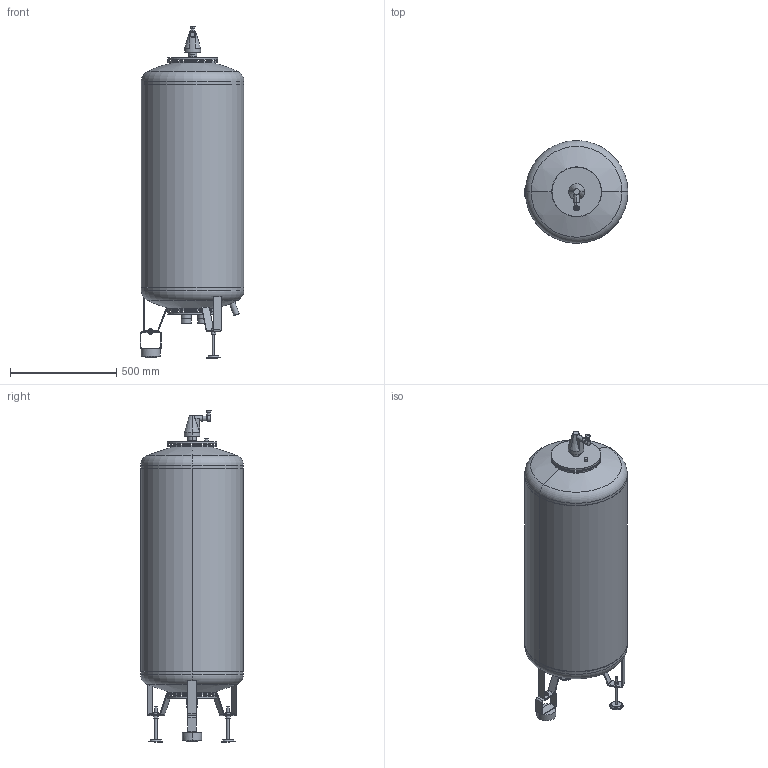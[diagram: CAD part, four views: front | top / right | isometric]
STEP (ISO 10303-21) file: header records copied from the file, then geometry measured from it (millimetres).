
FILE_DESCRIPTION (( 'STEP AP214' ), '1' );
FILE_NAME ('MV_200_6.STEP', '2024-04-08T13:01:45', ( '' ), ( '' ), 'SwSTEP 2.0', 'SolidWorks 2021', '' );
FILE_SCHEMA (( 'AUTOMOTIVE_DESIGN' ));
Length unit declared in the file: millimetre
Products named in the file (3): MV_200_6; MV_200_6.dwg; 17820_flamcomat fg200_6.dwg
Assembly tree (2 placements, depth 3):
  MV_200_6
    MV_200_6.dwg
      17820_flamcomat fg200_6.dwg
Bounding box: 489.62 x 483.6 x 1565.73 mm (x, y, z)
Volume: 206293732.5 mm3; surface area: 2462349.5 mm2
Topology: 5 solids, 5 shells, 262 faces, 587 edges, 372 vertices
Faces by surface type: cylinder 104, plane 96, cone 40, torus 18, sphere 4
Entity records: 8142 total; most frequent: CARTESIAN_POINT 1910, DIRECTION 1423, ORIENTED_EDGE 1174, AXIS2_PLACEMENT_3D 596, EDGE_CURVE 587, VERTEX_POINT 372, CIRCLE 328, EDGE_LOOP 307
